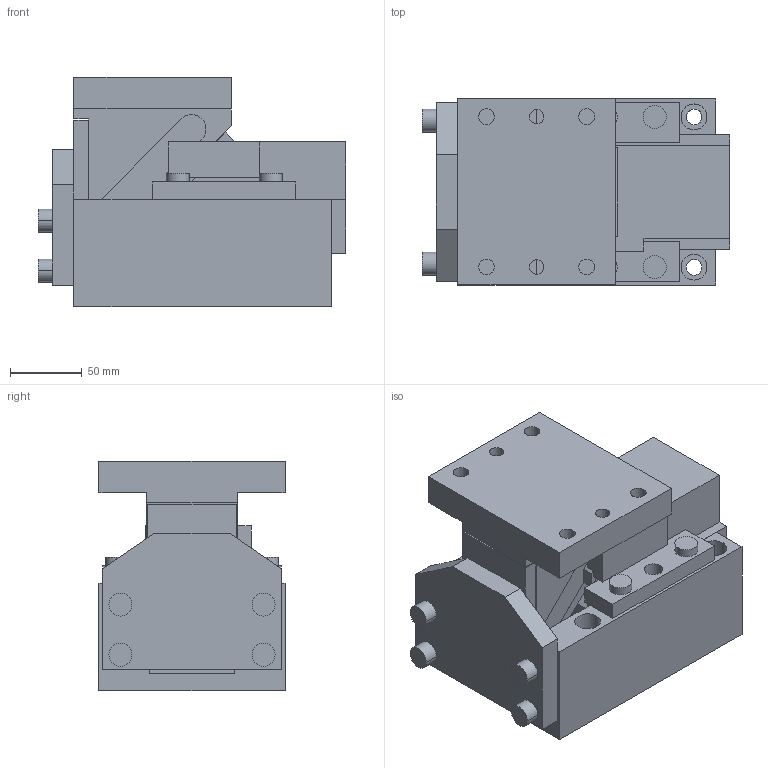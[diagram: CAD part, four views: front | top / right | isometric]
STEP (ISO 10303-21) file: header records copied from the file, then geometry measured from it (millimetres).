
FILE_DESCRIPTION(('CATIA V5 STEP Exchange'),'2;1');
FILE_NAME('CDCA_65_00_60.stp','2018-09-07T06:38:19+00:00',('none'),('none'),'CATIA Version 5 Release 20 GA (IN-10)','CATIA V5 STEP AP203','none');
FILE_SCHEMA(('CONFIG_CONTROL_DESIGN'));
Length unit declared in the file: millimetre
Products named in the file (1): CDCA_65_00_60
Bounding box: 215 x 130 x 160 mm (x, y, z)
Volume: 2722241.2 mm3; surface area: 298795.7 mm2
Topology: 3 solids, 3 shells, 176 faces, 467 edges, 313 vertices
Faces by surface type: plane 117, cylinder 59
Entity records: 5125 total; most frequent: ORIENTED_EDGE 934, CARTESIAN_POINT 907, DIRECTION 686, EDGE_CURVE 467, VECTOR 338, LINE 338, VERTEX_POINT 313, AXIS2_PLACEMENT_3D 234
